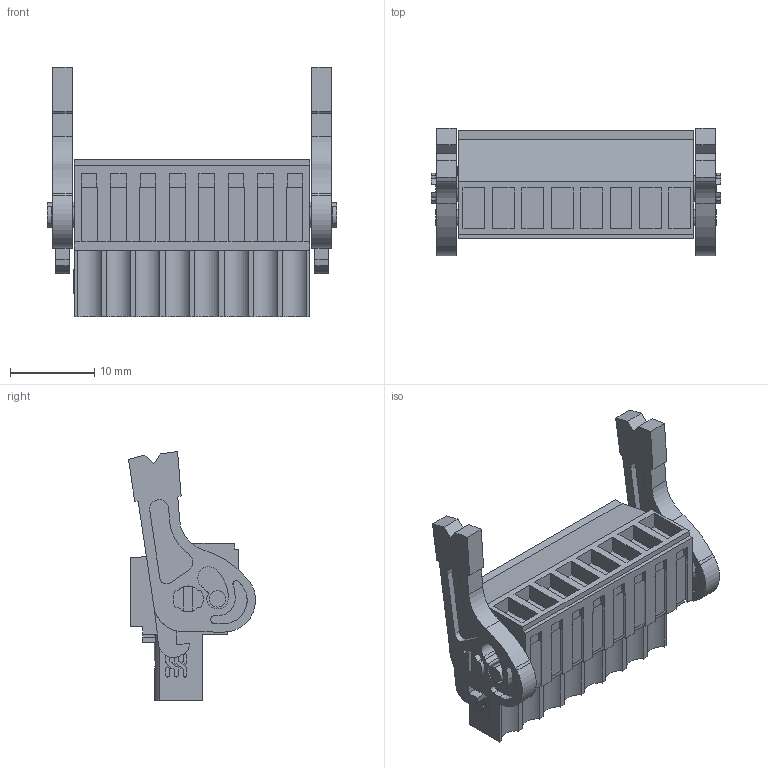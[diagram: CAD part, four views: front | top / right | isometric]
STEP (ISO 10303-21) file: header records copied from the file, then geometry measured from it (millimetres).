
FILE_DESCRIPTION(('CATIA V5 STEP Exchange','CAx-IF Rec.Pracs.--- Model Styling and Organization---1.2---2011-12-15'),'2;1');
FILE_NAME ('D1452682_0_1531050000_1531050000.stp','2017-04-25T12:43:14+00:00',('none'),('Weidmueller'),'CATIA Version 5-6 Release 2014','CATIA V5 STEP AP214','none');
FILE_SCHEMA(('AUTOMOTIVE_DESIGN { 1 0 10303 214 1 1 1 1 }'));
Length unit declared in the file: millimetre
Products named in the file (1): 1531050000
Bounding box: 34.4 x 15.12 x 29.66 mm (x, y, z)
Volume: 4794.3 mm3; surface area: 4626.7 mm2
Topology: 11 solids, 11 shells, 705 faces, 1953 edges, 1320 vertices
Faces by surface type: plane 557, cylinder 88, extrusion 60
Entity records: 21708 total; most frequent: CARTESIAN_POINT 4886, ORIENTED_EDGE 3906, DIRECTION 2633, EDGE_CURVE 1953, VECTOR 1575, LINE 1515, VERTEX_POINT 1320, EDGE_LOOP 763
